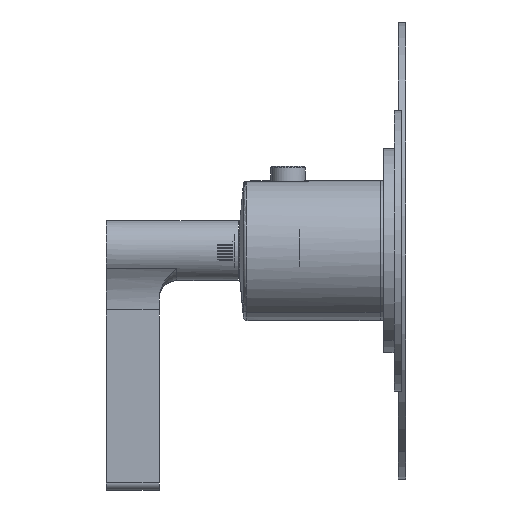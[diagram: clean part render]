
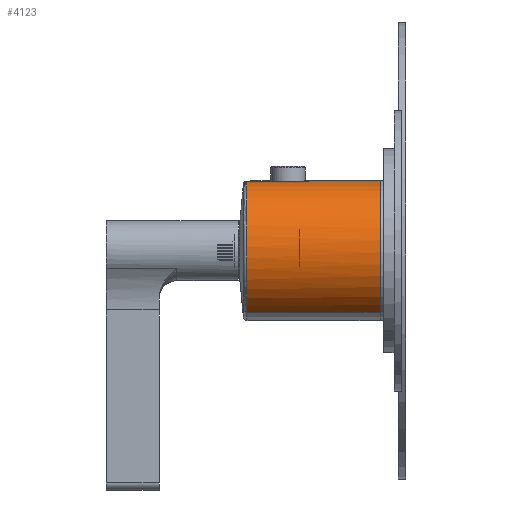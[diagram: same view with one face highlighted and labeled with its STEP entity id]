
A CAD part, left-side view. The second image highlights one B-rep face of the part: STEP entity #4123.
In plain terms, the highlighted cylindrical face has radius 19.85 mm (diameter 39.7 mm), a partial arc.
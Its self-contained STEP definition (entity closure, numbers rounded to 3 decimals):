
#4062=CARTESIAN_POINT('Vertex',(-230.483,2.25,137.42)) ;
#4064=CARTESIAN_POINT('Vertex',(-249.517,2.25,102.58)) ;
#4067=CARTESIAN_POINT('Axis2P3D Location',(-240.,2.25,120.)) ;
#4081=CARTESIAN_POINT('Axis2P3D Location',(-240.,22.25,120.)) ;
#4086=CARTESIAN_POINT('Line Origine',(-249.517,22.25,102.58)) ;
#4090=CARTESIAN_POINT('Vertex',(-249.517,40.093,102.58)) ;
#4093=CARTESIAN_POINT('Line Origine',(-230.483,22.25,137.42)) ;
#4097=CARTESIAN_POINT('Vertex',(-230.483,40.093,137.42)) ;
#4101=CARTESIAN_POINT('Control Point',(-249.517,40.093,102.58)) ;
#4102=CARTESIAN_POINT('Control Point',(-252.253,40.093,104.075)) ;
#4103=CARTESIAN_POINT('Control Point',(-254.696,40.093,106.107)) ;
#4104=CARTESIAN_POINT('Control Point',(-256.704,40.093,108.6)) ;
#4105=CARTESIAN_POINT('Control Point',(-259.635,40.093,114.239)) ;
#4106=CARTESIAN_POINT('Control Point',(-260.215,40.093,120.568)) ;
#4107=CARTESIAN_POINT('Control Point',(-259.872,40.093,123.75)) ;
#4108=CARTESIAN_POINT('Control Point',(-257.957,40.093,129.81)) ;
#4109=CARTESIAN_POINT('Control Point',(-253.893,40.093,134.696)) ;
#4110=CARTESIAN_POINT('Control Point',(-251.4,40.093,136.704)) ;
#4111=CARTESIAN_POINT('Control Point',(-245.761,40.093,139.635)) ;
#4112=CARTESIAN_POINT('Control Point',(-239.432,40.093,140.215)) ;
#4113=CARTESIAN_POINT('Control Point',(-236.25,40.093,139.872)) ;
#4114=CARTESIAN_POINT('Control Point',(-233.22,40.093,138.915)) ;
#4115=CARTESIAN_POINT('Control Point',(-230.483,40.093,137.42)) ;
#4088=VECTOR('Line Direction',#4087,1.) ;
#4095=VECTOR('Line Direction',#4094,1.) ;
#4068=DIRECTION('Axis2P3D Direction',(-0.,1.,0.)) ;
#4082=DIRECTION('Axis2P3D Direction',(-0.,1.,0.)) ;
#4083=DIRECTION('Axis2P3D XDirection',(0.479,0.,0.878)) ;
#4087=DIRECTION('Vector Direction',(0.,1.,0.)) ;
#4094=DIRECTION('Vector Direction',(0.,1.,0.)) ;
#4069=AXIS2_PLACEMENT_3D('Circle Axis2P3D',#4067,#4068,$) ;
#4084=AXIS2_PLACEMENT_3D('Cylinder Axis2P3D',#4081,#4082,#4083) ;
#4089=LINE('Line',#4086,#4088) ;
#4096=LINE('Line',#4093,#4095) ;
#4070=CIRCLE('generated circle',#4069,19.85) ;
#4085=CYLINDRICAL_SURFACE('generated cylinder',#4084,19.85) ;
#4071=EDGE_CURVE('',#4065,#4063,#4070,.T.) ;
#4092=EDGE_CURVE('',#4091,#4065,#4089,.F.) ;
#4099=EDGE_CURVE('',#4098,#4063,#4096,.F.) ;
#4116=EDGE_CURVE('',#4091,#4098,#4100,.T.) ;
#4118=ORIENTED_EDGE('',*,*,#4092,.T.) ;
#4119=ORIENTED_EDGE('',*,*,#4071,.T.) ;
#4120=ORIENTED_EDGE('',*,*,#4099,.F.) ;
#4121=ORIENTED_EDGE('',*,*,#4116,.F.) ;
#4117=EDGE_LOOP('',(#4118,#4119,#4120,#4121)) ;
#4063=VERTEX_POINT('',#4062) ;
#4065=VERTEX_POINT('',#4064) ;
#4091=VERTEX_POINT('',#4090) ;
#4098=VERTEX_POINT('',#4097) ;
#4123=ADVANCED_FACE('GS01R200.1\\Product1_AllCATPart.1\\Devia GS.2\\PCM.38.t1.1\\PartBody.4',(#4122),#4085,.T.) ;
#4100=B_SPLINE_CURVE_WITH_KNOTS('',5,(#4101,#4102,#4103,#4104,#4105,#4106,#4107,#4108,#4109,#4110,#4111,#4112,#4113,#4114,#4115),.UNSPECIFIED.,.F.,.U.,(6,3,3,3,6),(-31.18,-15.59,0.,15.59,31.18),.UNSPECIFIED.) ;
#4122=FACE_OUTER_BOUND('',#4117,.T.) ;
